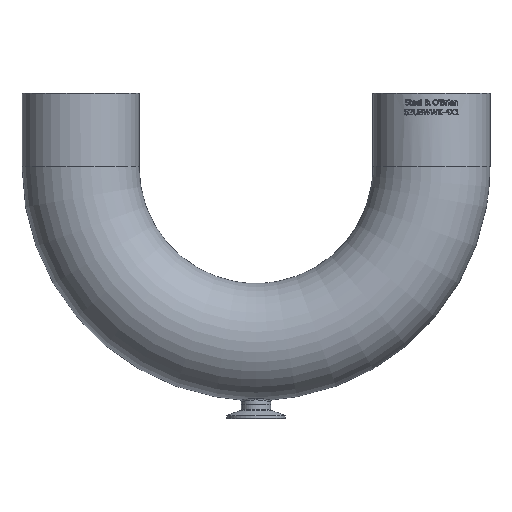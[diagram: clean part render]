
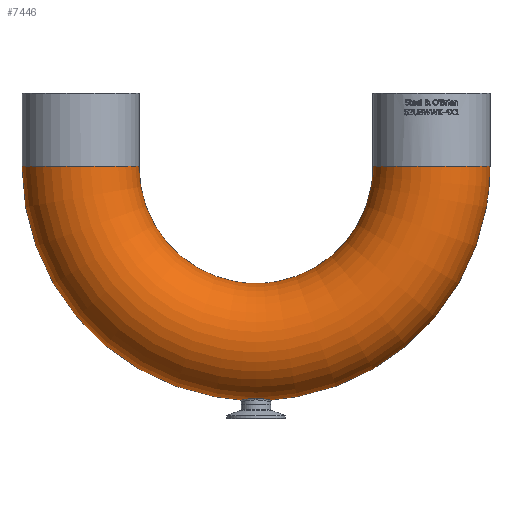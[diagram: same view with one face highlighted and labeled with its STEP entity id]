
A CAD part, top view. The second image highlights one B-rep face of the part: STEP entity #7446.
In plain terms, the highlighted toroidal (fillet/blend) face has major radius 152.4 mm and minor radius 50.8 mm.
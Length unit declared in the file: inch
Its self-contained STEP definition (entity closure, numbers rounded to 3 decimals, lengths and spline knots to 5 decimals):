
#25=TOROIDAL_SURFACE('',#7966,6.,2.);
#167=FACE_BOUND('',#1424,.T.);
#168=FACE_BOUND('',#1425,.T.);
#943=FACE_OUTER_BOUND('',#1423,.T.);
#1423=EDGE_LOOP('',(#6931));
#1424=EDGE_LOOP('',(#6932));
#1425=EDGE_LOOP('',(#6933));
#1772=B_SPLINE_CURVE_WITH_KNOTS('',3,(#16017,#16018,#16019,#16020,#16021,
#16022,#16023,#16024,#16025,#16026,#16027,#16028,#16029,#16030,#16031,#16032,
#16033,#16034,#16035,#16036,#16037,#16038,#16039,#16040),.UNSPECIFIED.,
 .T.,.F.,(4,1,1,1,1,1,1,1,1,1,1,1,1,1,1,1,1,1,1,1,1,4),(-6.01732,
-5.44425,-4.87117,-4.44136,-4.29809,
-4.01156,-3.72502,-3.43848,-3.15194,
-2.57886,-2.19681,-1.81476,-1.43271,
-1.05066,-0.66861,-0.28656,-0.00002,
0.28652,0.57306,0.85959,1.43267,
2.00575),.UNSPECIFIED.);
#1940=CIRCLE('',#7904,2.);
#1946=CIRCLE('',#7924,2.);
#3637=VERTEX_POINT('',#15783);
#3643=VERTEX_POINT('',#15809);
#3664=VERTEX_POINT('',#15990);
#4727=EDGE_CURVE('',#3637,#3637,#1940,.T.);
#4733=EDGE_CURVE('',#3643,#3643,#1946,.T.);
#4756=EDGE_CURVE('',#3664,#3664,#1772,.T.);
#6931=ORIENTED_EDGE('',*,*,#4727,.F.);
#6932=ORIENTED_EDGE('',*,*,#4733,.F.);
#6933=ORIENTED_EDGE('',*,*,#4756,.F.);
#7446=ADVANCED_FACE('',(#943,#167,#168),#25,.T.);
#7904=AXIS2_PLACEMENT_3D('',#15784,#9356,#9357);
#7924=AXIS2_PLACEMENT_3D('',#15810,#9396,#9397);
#7966=AXIS2_PLACEMENT_3D('',#16042,#9480,#9481);
#9356=DIRECTION('center_axis',(0.,1.,0.));
#9357=DIRECTION('ref_axis',(-1.,0.,0.));
#9396=DIRECTION('center_axis',(0.,1.,0.));
#9397=DIRECTION('ref_axis',(1.,0.,0.));
#9480=DIRECTION('center_axis',(0.,0.,
1.));
#9481=DIRECTION('ref_axis',(-0.707,-0.707,0.));
#15783=CARTESIAN_POINT('',(6.,8.125,-2.));
#15784=CARTESIAN_POINT('Origin',(6.,8.125,0.));
#15809=CARTESIAN_POINT('',(-6.,8.125,-2.));
#15810=CARTESIAN_POINT('Origin',(-6.,8.125,0.));
#15990=CARTESIAN_POINT('',(0.,0.20082,0.54545));
#16017=CARTESIAN_POINT('Ctrl Pts',(0.,0.20084,
0.54548));
#16018=CARTESIAN_POINT('Ctrl Pts',(-0.0837,0.20084,
0.54548));
#16019=CARTESIAN_POINT('Ctrl Pts',(-0.25109,0.19246,
0.50797));
#16020=CARTESIAN_POINT('Ctrl Pts',(-0.43432,0.1674,
0.36482));
#16021=CARTESIAN_POINT('Ctrl Pts',(-0.51621,0.15256,
0.22022));
#16022=CARTESIAN_POINT('Ctrl Pts',(-0.55104,0.14592,
0.10226));
#16023=CARTESIAN_POINT('Ctrl Pts',(-0.56287,0.14354,
0.00002));
#16024=CARTESIAN_POINT('Ctrl Pts',(-0.54869,0.14638,-0.12275));
#16025=CARTESIAN_POINT('Ctrl Pts',(-0.5069,0.15433,-0.23901));
#16026=CARTESIAN_POINT('Ctrl Pts',(-0.41768,0.16972,
-0.37787));
#16027=CARTESIAN_POINT('Ctrl Pts',(-0.27325,0.18935,
-0.49053));
#16028=CARTESIAN_POINT('Ctrl Pts',(-0.08472,0.20123,
-0.54746));
#16029=CARTESIAN_POINT('Ctrl Pts',(0.08473,0.20124,
-0.5475));
#16030=CARTESIAN_POINT('Ctrl Pts',(0.24628,0.19104,-0.49861));
#16031=CARTESIAN_POINT('Ctrl Pts',(0.38538,0.17452,
-0.40579));
#16032=CARTESIAN_POINT('Ctrl Pts',(0.49043,0.15748,-0.27719));
#16033=CARTESIAN_POINT('Ctrl Pts',(0.54712,0.14668,
-0.13637));
#16034=CARTESIAN_POINT('Ctrl Pts',(0.56286,0.14356,
0.));
#16035=CARTESIAN_POINT('Ctrl Pts',(0.54869,0.14637,
0.12273));
#16036=CARTESIAN_POINT('Ctrl Pts',(0.50691,0.15435,
0.23903));
#16037=CARTESIAN_POINT('Ctrl Pts',(0.41765,0.16969,
0.37782));
#16038=CARTESIAN_POINT('Ctrl Pts',(0.2511,0.19246,
0.50797));
#16039=CARTESIAN_POINT('Ctrl Pts',(0.0837,0.20084,
0.54548));
#16040=CARTESIAN_POINT('Ctrl Pts',(0.,0.20084,
0.54548));
#16042=CARTESIAN_POINT('Origin',(0.,8.125,
0.));
